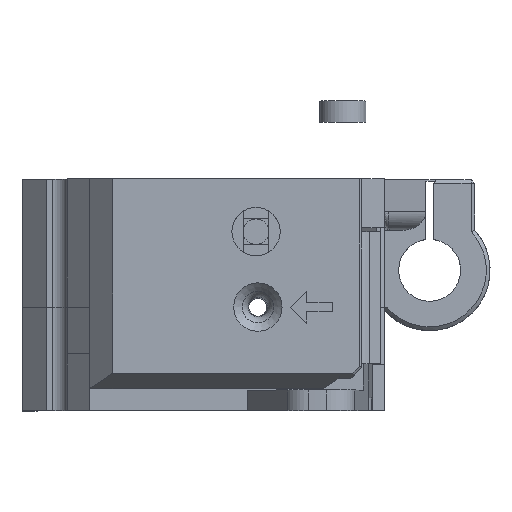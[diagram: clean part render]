
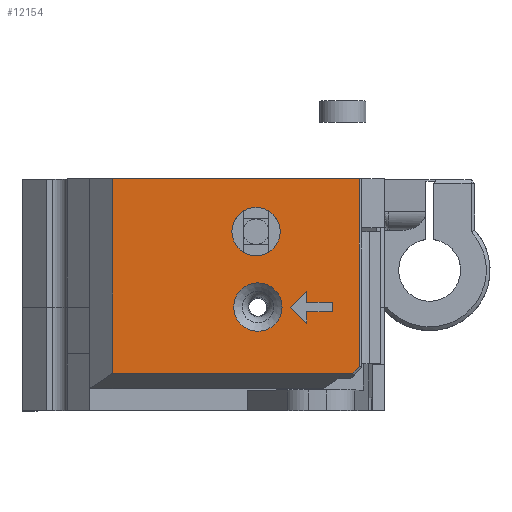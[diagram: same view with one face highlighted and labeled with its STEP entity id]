
A CAD part, top view. The second image highlights one B-rep face of the part: STEP entity #12154.
In plain terms, the highlighted face is planar.
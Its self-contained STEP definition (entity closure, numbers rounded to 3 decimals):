
#118=FACE_BOUND('',#1978,.T.);
#119=FACE_BOUND('',#1979,.T.);
#120=FACE_BOUND('',#1980,.T.);
#631=CIRCLE('',#13161,3.2);
#632=CIRCLE('',#13162,3.2);
#1291=FACE_OUTER_BOUND('',#1977,.T.);
#1977=EDGE_LOOP('',(#10182,#10183,#10184,#10185,#10186));
#1978=EDGE_LOOP('',(#10187));
#1979=EDGE_LOOP('',(#10188));
#1980=EDGE_LOOP('',(#10189,#10190,#10191,#10192,#10193,#10194,#10195));
#3088=LINE('',#20003,#4372);
#3096=LINE('',#20019,#4380);
#3097=LINE('',#20021,#4381);
#3098=LINE('',#20023,#4382);
#3099=LINE('',#20024,#4383);
#3100=LINE('',#20031,#4384);
#3101=LINE('',#20033,#4385);
#3102=LINE('',#20035,#4386);
#3103=LINE('',#20037,#4387);
#3104=LINE('',#20039,#4388);
#3105=LINE('',#20041,#4389);
#3106=LINE('',#20042,#4390);
#4372=VECTOR('',#15882,10.);
#4380=VECTOR('',#15892,10.);
#4381=VECTOR('',#15893,10.);
#4382=VECTOR('',#15894,10.);
#4383=VECTOR('',#15895,10.);
#4384=VECTOR('',#15900,10.);
#4385=VECTOR('',#15901,10.);
#4386=VECTOR('',#15902,10.);
#4387=VECTOR('',#15903,10.);
#4388=VECTOR('',#15904,10.);
#4389=VECTOR('',#15905,10.);
#4390=VECTOR('',#15906,10.);
#5562=VERTEX_POINT('',#20001);
#5563=VERTEX_POINT('',#20002);
#5570=VERTEX_POINT('',#20018);
#5571=VERTEX_POINT('',#20020);
#5572=VERTEX_POINT('',#20022);
#5573=VERTEX_POINT('',#20025);
#5574=VERTEX_POINT('',#20027);
#5575=VERTEX_POINT('',#20029);
#5576=VERTEX_POINT('',#20030);
#5577=VERTEX_POINT('',#20032);
#5578=VERTEX_POINT('',#20034);
#5579=VERTEX_POINT('',#20036);
#5580=VERTEX_POINT('',#20038);
#5581=VERTEX_POINT('',#20040);
#7158=EDGE_CURVE('',#5562,#5563,#3088,.T.);
#7166=EDGE_CURVE('',#5570,#5563,#3096,.T.);
#7167=EDGE_CURVE('',#5571,#5570,#3097,.T.);
#7168=EDGE_CURVE('',#5571,#5572,#3098,.T.);
#7169=EDGE_CURVE('',#5562,#5572,#3099,.T.);
#7170=EDGE_CURVE('',#5573,#5573,#631,.T.);
#7171=EDGE_CURVE('',#5574,#5574,#632,.T.);
#7172=EDGE_CURVE('',#5575,#5576,#3100,.T.);
#7173=EDGE_CURVE('',#5576,#5577,#3101,.T.);
#7174=EDGE_CURVE('',#5577,#5578,#3102,.T.);
#7175=EDGE_CURVE('',#5578,#5579,#3103,.T.);
#7176=EDGE_CURVE('',#5579,#5580,#3104,.T.);
#7177=EDGE_CURVE('',#5580,#5581,#3105,.T.);
#7178=EDGE_CURVE('',#5581,#5575,#3106,.T.);
#10182=ORIENTED_EDGE('',*,*,#7158,.T.);
#10183=ORIENTED_EDGE('',*,*,#7166,.F.);
#10184=ORIENTED_EDGE('',*,*,#7167,.F.);
#10185=ORIENTED_EDGE('',*,*,#7168,.T.);
#10186=ORIENTED_EDGE('',*,*,#7169,.F.);
#10187=ORIENTED_EDGE('',*,*,#7170,.T.);
#10188=ORIENTED_EDGE('',*,*,#7171,.F.);
#10189=ORIENTED_EDGE('',*,*,#7172,.T.);
#10190=ORIENTED_EDGE('',*,*,#7173,.T.);
#10191=ORIENTED_EDGE('',*,*,#7174,.T.);
#10192=ORIENTED_EDGE('',*,*,#7175,.T.);
#10193=ORIENTED_EDGE('',*,*,#7176,.T.);
#10194=ORIENTED_EDGE('',*,*,#7177,.T.);
#10195=ORIENTED_EDGE('',*,*,#7178,.T.);
#11581=PLANE('',#13160);
#12154=ADVANCED_FACE('',(#1291,#118,#119,#120),#11581,.T.);
#13160=AXIS2_PLACEMENT_3D('',#20017,#15890,#15891);
#13161=AXIS2_PLACEMENT_3D('',#20026,#15896,#15897);
#13162=AXIS2_PLACEMENT_3D('',#20028,#15898,#15899);
#15882=DIRECTION('',(1.,0.,0.));
#15890=DIRECTION('center_axis',(0.,0.,-1.));
#15891=DIRECTION('ref_axis',(1.,0.,0.));
#15892=DIRECTION('',(-0.707,0.707,0.));
#15893=DIRECTION('',(0.,1.,0.));
#15894=DIRECTION('',(-1.,0.,0.));
#15895=DIRECTION('',(0.,-1.,0.));
#15896=DIRECTION('center_axis',(0.,0.,1.));
#15897=DIRECTION('ref_axis',(1.,0.,0.));
#15898=DIRECTION('center_axis',(0.,0.,-1.));
#15899=DIRECTION('ref_axis',(-1.,0.,0.));
#15900=DIRECTION('',(0.,1.,0.));
#15901=DIRECTION('',(-1.,0.,0.));
#15902=DIRECTION('',(0.,1.,0.));
#15903=DIRECTION('',(-0.707,-0.707,0.));
#15904=DIRECTION('',(0.707,-0.707,0.));
#15905=DIRECTION('',(0.,1.,0.));
#15906=DIRECTION('',(1.,0.,0.));
#20001=CARTESIAN_POINT('',(-19.25,42.76,4.));
#20002=CARTESIAN_POINT('',(12.566,42.76,4.));
#20003=CARTESIAN_POINT('',(-13.25,42.76,4.));
#20017=CARTESIAN_POINT('Origin',(-4.25,31.,4.));
#20018=CARTESIAN_POINT('',(13.45,41.876,4.));
#20019=CARTESIAN_POINT('',(11.038,44.288,4.));
#20020=CARTESIAN_POINT('',(13.45,17.,4.));
#20021=CARTESIAN_POINT('',(13.45,38.,4.));
#20022=CARTESIAN_POINT('',(-19.25,17.,4.));
#20023=CARTESIAN_POINT('',(13.75,17.,4.));
#20024=CARTESIAN_POINT('',(-19.25,24.,4.));
#20025=CARTESIAN_POINT('',(-3.45,24.,4.));
#20026=CARTESIAN_POINT('Origin',(-0.25,24.,4.));
#20027=CARTESIAN_POINT('',(3.2,34.,4.));
#20028=CARTESIAN_POINT('Origin',(0.,34.,4.));
#20029=CARTESIAN_POINT('',(9.85,33.379,4.));
#20030=CARTESIAN_POINT('',(9.85,34.621,4.));
#20031=CARTESIAN_POINT('',(9.85,32.189,4.));
#20032=CARTESIAN_POINT('',(6.471,34.621,4.));
#20033=CARTESIAN_POINT('',(2.8,34.621,4.));
#20034=CARTESIAN_POINT('',(6.471,36.121,4.));
#20035=CARTESIAN_POINT('',(6.471,32.811,4.));
#20036=CARTESIAN_POINT('',(4.35,34.,4.));
#20037=CARTESIAN_POINT('',(2.511,32.161,4.));
#20038=CARTESIAN_POINT('',(6.471,31.879,4.));
#20039=CARTESIAN_POINT('',(2.95,35.4,4.));
#20040=CARTESIAN_POINT('',(6.471,33.379,4.));
#20041=CARTESIAN_POINT('',(6.471,31.439,4.));
#20042=CARTESIAN_POINT('',(1.111,33.379,4.));
